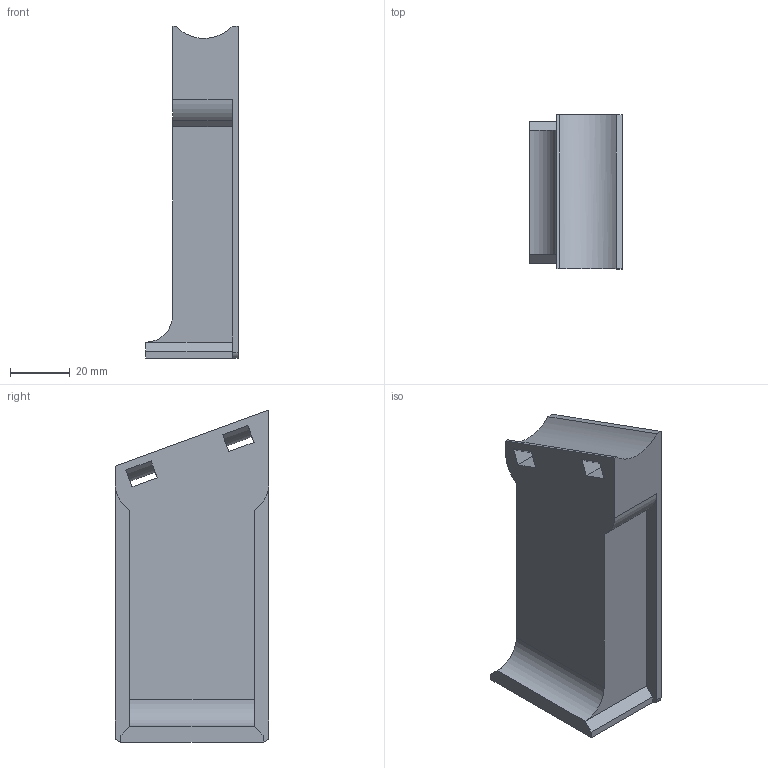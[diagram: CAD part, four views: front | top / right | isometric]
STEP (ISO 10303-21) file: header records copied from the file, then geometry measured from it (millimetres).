
FILE_DESCRIPTION(/* description */ (''),/* implementation_level */ '2;1');
FILE_NAME(/* name */ 'OBS-M-002+70mm.stp',/* time_stamp */ '2021-03-06T21:52:03+01:00',/* author */ ('hpcthobs'),/* organization */ (''),/* preprocessor_version */ 'ST-DEVELOPER v18.1',/* originating_system */ 'Autodesk Inventor 2021',/* authorisation */ '');
FILE_SCHEMA (('AUTOMOTIVE_DESIGN { 1 0 10303 214 3 1 1 }'));
Length unit declared in the file: millimetre
Products named in the file (1): OBS-M-002 v12+70mm
Bounding box: 31 x 51.6 x 111.28 mm (x, y, z)
Volume: 98737.5 mm3; surface area: 19116.9 mm2
Topology: 1 solids, 1 shells, 40 faces, 110 edges, 72 vertices
Faces by surface type: plane 29, cylinder 11
Entity records: 1313 total; most frequent: CARTESIAN_POINT 223, ORIENTED_EDGE 220, DIRECTION 214, EDGE_CURVE 110, LINE 88, VECTOR 88, VERTEX_POINT 72, AXIS2_PLACEMENT_3D 63
